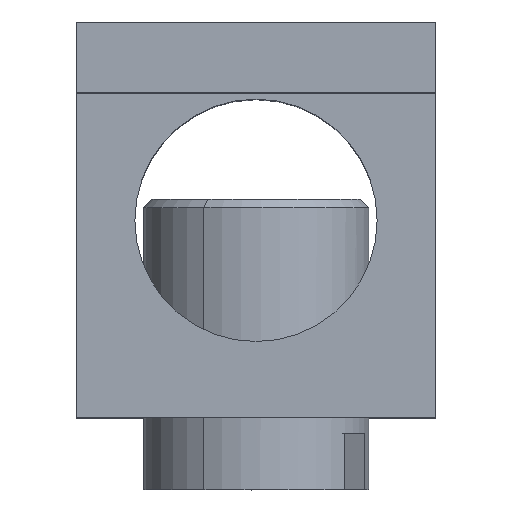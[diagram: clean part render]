
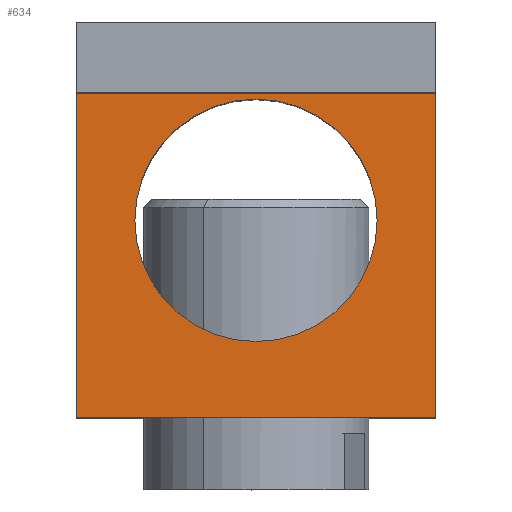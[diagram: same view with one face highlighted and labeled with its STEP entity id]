
A CAD part, top view. The second image highlights one B-rep face of the part: STEP entity #634.
In plain terms, the highlighted planar face has unit normal (0, 0, 1).
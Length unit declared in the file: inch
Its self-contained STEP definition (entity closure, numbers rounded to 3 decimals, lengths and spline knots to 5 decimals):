
#100=CARTESIAN_POINT('',(-0.3889,0.07229,0.47244));
#101=VERTEX_POINT('',#100);
#110=CARTESIAN_POINT('',(-0.05075,0.07229,0.47244));
#111=VERTEX_POINT('',#110);
#112=CARTESIAN_POINT('',(-0.21983,0.07229,0.47244));
#113=DIRECTION('',(0.0,0.0,-1.0));
#114=DIRECTION('',(-1.0,0.0,0.0));
#115=AXIS2_PLACEMENT_3D('',#112,#113,#114);
#116=CIRCLE('',#115,0.16907);
#117=EDGE_CURVE('',#111,#101,#116,.T.);
#408=CARTESIAN_POINT('',(-0.47081,0.24946,0.47244));
#409=VERTEX_POINT('',#408);
#416=CARTESIAN_POINT('',(0.03116,0.24946,0.47244));
#417=VERTEX_POINT('',#416);
#418=CARTESIAN_POINT('',(0.03116,0.24946,0.47244));
#419=DIRECTION('',(-1.0,0.0,0.0));
#420=VECTOR('',#419,0.50197);
#421=LINE('',#418,#420);
#422=EDGE_CURVE('',#417,#409,#421,.T.);
#482=CARTESIAN_POINT('',(-0.21983,0.07229,0.47244));
#483=DIRECTION('',(0.0,0.0,-1.0));
#484=DIRECTION('',(-1.0,0.0,0.0));
#485=AXIS2_PLACEMENT_3D('',#482,#483,#484);
#486=CIRCLE('',#485,0.16907);
#487=EDGE_CURVE('',#101,#111,#486,.T.);
#497=CARTESIAN_POINT('',(0.03116,-0.2033,0.47244));
#498=VERTEX_POINT('',#497);
#499=CARTESIAN_POINT('',(0.03116,0.24946,0.47244));
#500=DIRECTION('',(0.0,-1.0,0.0));
#501=VECTOR('',#500,0.45276);
#502=LINE('',#499,#501);
#503=EDGE_CURVE('',#417,#498,#502,.T.);
#537=CARTESIAN_POINT('',(-0.47081,-0.2033,0.47244));
#538=VERTEX_POINT('',#537);
#539=CARTESIAN_POINT('',(0.03116,-0.2033,0.47244));
#540=DIRECTION('',(-1.0,0.0,0.0));
#541=VECTOR('',#540,0.50197);
#542=LINE('',#539,#541);
#543=EDGE_CURVE('',#498,#538,#542,.T.);
#572=CARTESIAN_POINT('',(-0.47081,-0.2033,0.47244));
#573=DIRECTION('',(0.0,1.0,0.0));
#574=VECTOR('',#573,0.45276);
#575=LINE('',#572,#574);
#576=EDGE_CURVE('',#538,#409,#575,.T.);
#619=CARTESIAN_POINT('',(-0.21983,0.07229,0.47244));
#620=DIRECTION('',(0.0,0.0,1.0));
#621=DIRECTION('',(1.0,0.0,0.0));
#622=AXIS2_PLACEMENT_3D('',#619,#620,#621);
#623=PLANE('',#622);
#624=ORIENTED_EDGE('',*,*,#422,.T.);
#625=ORIENTED_EDGE('',*,*,#576,.F.);
#626=ORIENTED_EDGE('',*,*,#543,.F.);
#627=ORIENTED_EDGE('',*,*,#503,.F.);
#628=EDGE_LOOP('',(#624,#625,#626,#627));
#629=FACE_OUTER_BOUND('',#628,.T.);
#630=ORIENTED_EDGE('',*,*,#117,.T.);
#631=ORIENTED_EDGE('',*,*,#487,.T.);
#632=EDGE_LOOP('',(#630,#631));
#633=FACE_BOUND('',#632,.T.);
#634=ADVANCED_FACE('',(#629,#633),#623,.T.);
